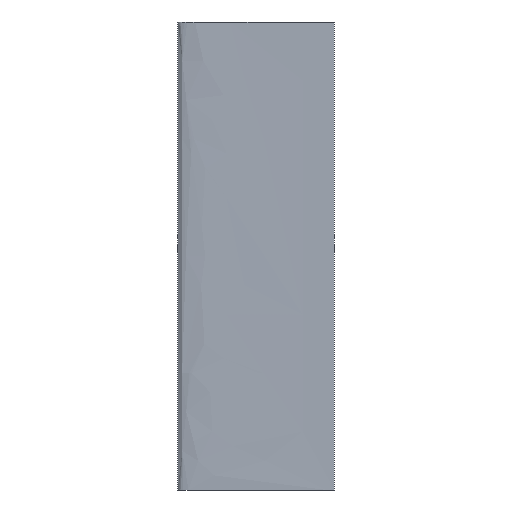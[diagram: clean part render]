
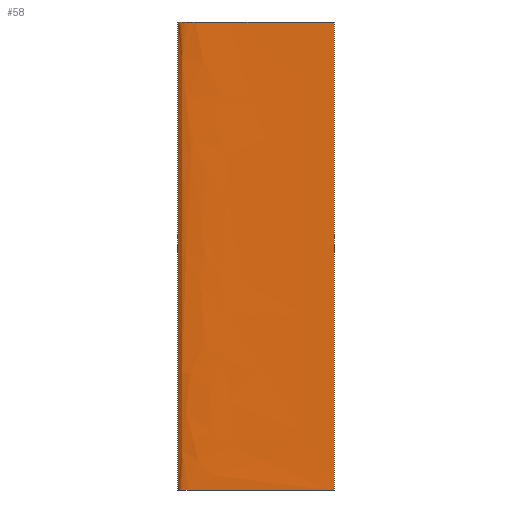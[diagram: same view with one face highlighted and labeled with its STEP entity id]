
A CAD part, front view. The second image highlights one B-rep face of the part: STEP entity #58.
In plain terms, the highlighted free-form (B-spline) face has degree [4, 1] with [19, 2] control points.
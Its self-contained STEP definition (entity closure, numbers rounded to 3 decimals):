
#15=LINE('',#175,#17);
#16=LINE('',#196,#18);
#17=VECTOR('',#90,10.);
#18=VECTOR('',#91,10.);
#19=B_SPLINE_SURFACE_WITH_KNOTS('',4,1,((#136,#137),(#138,#139),(#140,#141),
(#142,#143),(#144,#145),(#146,#147),(#148,#149),(#150,#151),(#152,#153),
(#154,#155),(#156,#157),(#158,#159),(#160,#161),(#162,#163),(#164,#165),
(#166,#167),(#168,#169),(#170,#171),(#172,#173)),.UNSPECIFIED.,.F.,.F.,
 .F.,(5,1,1,1,1,1,1,1,1,1,1,1,1,1,1,5),(2,2),(1.,2.,3.,4.,5.,6.,7.,8.,9.,
10.,11.,12.,13.,14.,15.,16.),(-15.,15.),.UNSPECIFIED.);
#22=FACE_OUTER_BOUND('',#26,.T.);
#26=EDGE_LOOP('',(#45,#46,#47,#48));
#30=B_SPLINE_CURVE_WITH_KNOTS('',4,(#117,#118,#119,#120,#121,#122,#123,
#124,#125,#126,#127,#128,#129,#130,#131,#132,#133,#134,#135),
 .UNSPECIFIED.,.F.,.F.,(5,1,1,1,1,1,1,1,1,1,1,1,1,1,1,5),(-16.,-15.,-14.,
-13.,-12.,-11.,-10.,-9.,-8.,-7.,-6.,-5.,-4.,-3.,-2.,-1.),.UNSPECIFIED.);
#31=B_SPLINE_CURVE_WITH_KNOTS('',4,(#177,#178,#179,#180,#181,#182,#183,
#184,#185,#186,#187,#188,#189,#190,#191,#192,#193,#194,#195),
 .UNSPECIFIED.,.F.,.F.,(5,1,1,1,1,1,1,1,1,1,1,1,1,1,1,5),(1.,2.,3.,4.,5.,
6.,7.,8.,9.,10.,11.,12.,13.,14.,15.,16.),.UNSPECIFIED.);
#33=VERTEX_POINT('',#96);
#34=VERTEX_POINT('',#97);
#35=VERTEX_POINT('',#174);
#36=VERTEX_POINT('',#176);
#38=EDGE_CURVE('',#34,#33,#30,.T.);
#39=EDGE_CURVE('',#35,#34,#15,.T.);
#40=EDGE_CURVE('',#36,#35,#31,.T.);
#41=EDGE_CURVE('',#33,#36,#16,.T.);
#45=ORIENTED_EDGE('',*,*,#39,.F.);
#46=ORIENTED_EDGE('',*,*,#40,.F.);
#47=ORIENTED_EDGE('',*,*,#41,.F.);
#48=ORIENTED_EDGE('',*,*,#38,.F.);
#58=ADVANCED_FACE('',(#22),#19,.T.);
#90=DIRECTION('',(0.,0.,-1.));
#91=DIRECTION('',(0.,0.,1.));
#96=CARTESIAN_POINT('',(0.,0.,-150.));
#97=CARTESIAN_POINT('',(100.409,0.,-150.));
#117=CARTESIAN_POINT('Ctrl Pts',(100.409,0.,-150.));
#118=CARTESIAN_POINT('Ctrl Pts',(100.,-0.13,-150.));
#119=CARTESIAN_POINT('Ctrl Pts',(95.,-0.16,-150.));
#120=CARTESIAN_POINT('Ctrl Pts',(90.,-0.22,-150.));
#121=CARTESIAN_POINT('Ctrl Pts',(80.,-0.39,-150.));
#122=CARTESIAN_POINT('Ctrl Pts',(70.,-0.65,-150.));
#123=CARTESIAN_POINT('Ctrl Pts',(60.,-1.,-150.));
#124=CARTESIAN_POINT('Ctrl Pts',(50.,-1.4,-150.));
#125=CARTESIAN_POINT('Ctrl Pts',(40.,-1.8,-150.));
#126=CARTESIAN_POINT('Ctrl Pts',(30.,-2.26,-150.));
#127=CARTESIAN_POINT('Ctrl Pts',(25.,-2.5,-150.));
#128=CARTESIAN_POINT('Ctrl Pts',(20.,-2.74,-150.));
#129=CARTESIAN_POINT('Ctrl Pts',(15.,-2.899,-150.));
#130=CARTESIAN_POINT('Ctrl Pts',(9.998,-2.899,-150.));
#131=CARTESIAN_POINT('Ctrl Pts',(7.498,-2.757,-150.));
#132=CARTESIAN_POINT('Ctrl Pts',(4.997,-2.494,-150.));
#133=CARTESIAN_POINT('Ctrl Pts',(2.5,-1.95,-150.));
#134=CARTESIAN_POINT('Ctrl Pts',(1.25,-1.43,-150.));
#135=CARTESIAN_POINT('Ctrl Pts',(0.,0.,-150.));
#136=CARTESIAN_POINT('Ctrl Pts',(0.,0.,-150.));
#137=CARTESIAN_POINT('Ctrl Pts',(0.,0.,150.));
#138=CARTESIAN_POINT('Ctrl Pts',(1.25,-1.43,-150.));
#139=CARTESIAN_POINT('Ctrl Pts',(1.25,-1.43,150.));
#140=CARTESIAN_POINT('Ctrl Pts',(2.5,-1.95,-150.));
#141=CARTESIAN_POINT('Ctrl Pts',(2.5,-1.95,150.));
#142=CARTESIAN_POINT('Ctrl Pts',(4.997,-2.494,-150.));
#143=CARTESIAN_POINT('Ctrl Pts',(4.997,-2.494,150.));
#144=CARTESIAN_POINT('Ctrl Pts',(7.498,-2.757,-150.));
#145=CARTESIAN_POINT('Ctrl Pts',(7.498,-2.757,150.));
#146=CARTESIAN_POINT('Ctrl Pts',(9.998,-2.899,-150.));
#147=CARTESIAN_POINT('Ctrl Pts',(9.998,-2.899,150.));
#148=CARTESIAN_POINT('Ctrl Pts',(15.,-2.899,-150.));
#149=CARTESIAN_POINT('Ctrl Pts',(15.,-2.899,150.));
#150=CARTESIAN_POINT('Ctrl Pts',(20.,-2.74,-150.));
#151=CARTESIAN_POINT('Ctrl Pts',(20.,-2.74,150.));
#152=CARTESIAN_POINT('Ctrl Pts',(25.,-2.5,-150.));
#153=CARTESIAN_POINT('Ctrl Pts',(25.,-2.5,150.));
#154=CARTESIAN_POINT('Ctrl Pts',(30.,-2.26,-150.));
#155=CARTESIAN_POINT('Ctrl Pts',(30.,-2.26,150.));
#156=CARTESIAN_POINT('Ctrl Pts',(40.,-1.8,-150.));
#157=CARTESIAN_POINT('Ctrl Pts',(40.,-1.8,150.));
#158=CARTESIAN_POINT('Ctrl Pts',(50.,-1.4,-150.));
#159=CARTESIAN_POINT('Ctrl Pts',(50.,-1.4,150.));
#160=CARTESIAN_POINT('Ctrl Pts',(60.,-1.,-150.));
#161=CARTESIAN_POINT('Ctrl Pts',(60.,-1.,150.));
#162=CARTESIAN_POINT('Ctrl Pts',(70.,-0.65,-150.));
#163=CARTESIAN_POINT('Ctrl Pts',(70.,-0.65,150.));
#164=CARTESIAN_POINT('Ctrl Pts',(80.,-0.39,-150.));
#165=CARTESIAN_POINT('Ctrl Pts',(80.,-0.39,150.));
#166=CARTESIAN_POINT('Ctrl Pts',(90.,-0.22,-150.));
#167=CARTESIAN_POINT('Ctrl Pts',(90.,-0.22,150.));
#168=CARTESIAN_POINT('Ctrl Pts',(95.,-0.16,-150.));
#169=CARTESIAN_POINT('Ctrl Pts',(95.,-0.16,150.));
#170=CARTESIAN_POINT('Ctrl Pts',(100.,-0.13,-150.));
#171=CARTESIAN_POINT('Ctrl Pts',(100.,-0.13,150.));
#172=CARTESIAN_POINT('Ctrl Pts',(100.409,0.,-150.));
#173=CARTESIAN_POINT('Ctrl Pts',(100.409,0.,150.));
#174=CARTESIAN_POINT('',(100.409,0.,150.));
#175=CARTESIAN_POINT('',(100.409,0.,0.));
#176=CARTESIAN_POINT('',(0.,0.,150.));
#177=CARTESIAN_POINT('Ctrl Pts',(0.,0.,150.));
#178=CARTESIAN_POINT('Ctrl Pts',(1.25,-1.43,150.));
#179=CARTESIAN_POINT('Ctrl Pts',(2.5,-1.95,150.));
#180=CARTESIAN_POINT('Ctrl Pts',(4.997,-2.494,150.));
#181=CARTESIAN_POINT('Ctrl Pts',(7.498,-2.757,150.));
#182=CARTESIAN_POINT('Ctrl Pts',(9.998,-2.899,150.));
#183=CARTESIAN_POINT('Ctrl Pts',(15.,-2.899,150.));
#184=CARTESIAN_POINT('Ctrl Pts',(20.,-2.74,150.));
#185=CARTESIAN_POINT('Ctrl Pts',(25.,-2.5,150.));
#186=CARTESIAN_POINT('Ctrl Pts',(30.,-2.26,150.));
#187=CARTESIAN_POINT('Ctrl Pts',(40.,-1.8,150.));
#188=CARTESIAN_POINT('Ctrl Pts',(50.,-1.4,150.));
#189=CARTESIAN_POINT('Ctrl Pts',(60.,-1.,150.));
#190=CARTESIAN_POINT('Ctrl Pts',(70.,-0.65,150.));
#191=CARTESIAN_POINT('Ctrl Pts',(80.,-0.39,150.));
#192=CARTESIAN_POINT('Ctrl Pts',(90.,-0.22,150.));
#193=CARTESIAN_POINT('Ctrl Pts',(95.,-0.16,150.));
#194=CARTESIAN_POINT('Ctrl Pts',(100.,-0.13,150.));
#195=CARTESIAN_POINT('Ctrl Pts',(100.409,0.,150.));
#196=CARTESIAN_POINT('',(0.,0.,0.));
